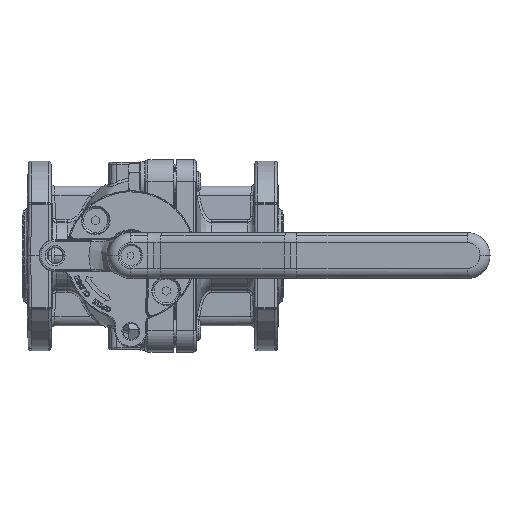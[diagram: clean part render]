
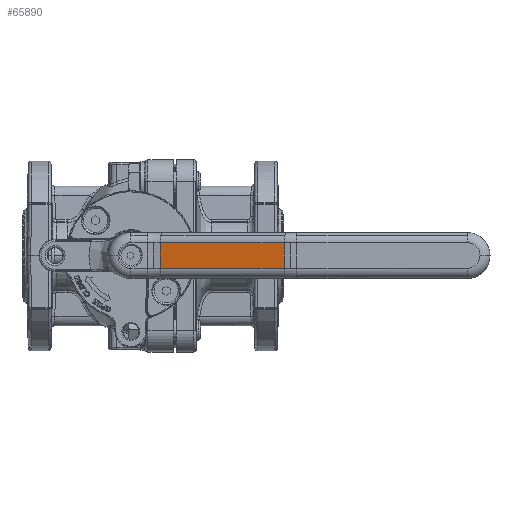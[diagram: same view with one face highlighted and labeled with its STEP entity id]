
A CAD part, top view. The second image highlights one B-rep face of the part: STEP entity #65890.
In plain terms, the highlighted planar face has unit normal (-0.214, 0, 0.977).
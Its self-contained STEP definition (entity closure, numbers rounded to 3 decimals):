
#65036=CARTESIAN_POINT('',(14.671,6.5,130.694));
#65037=VERTEX_POINT('',#65036);
#65090=CARTESIAN_POINT('',(76.829,6.5,144.306));
#65091=VERTEX_POINT('',#65090);
#65092=CARTESIAN_POINT('',(14.671,6.5,130.694));
#65093=DIRECTION('',(0.977,-0.,0.214));
#65094=VECTOR('',#65093,63.631);
#65095=LINE('',#65092,#65094);
#65096=EDGE_CURVE('',#65037,#65091,#65095,.T.);
#65752=CARTESIAN_POINT('',(76.829,-6.5,144.306));
#65753=VERTEX_POINT('',#65752);
#65806=CARTESIAN_POINT('',(14.671,-6.5,130.694));
#65807=VERTEX_POINT('',#65806);
#65808=CARTESIAN_POINT('',(76.829,-6.5,144.306));
#65809=DIRECTION('',(-0.977,0.,-0.214));
#65810=VECTOR('',#65809,63.631);
#65811=LINE('',#65808,#65810);
#65812=EDGE_CURVE('',#65753,#65807,#65811,.T.);
#65869=CARTESIAN_POINT('',(11.5,-0.,130.));
#65870=DIRECTION('',(0.214,-0.,-0.977));
#65871=DIRECTION('',(0.977,-0.,0.214));
#65872=AXIS2_PLACEMENT_3D('',#65869,#65870,#65871);
#65873=PLANE('',#65872);
#65874=ORIENTED_EDGE('',*,*,#65096,.F.);
#65875=CARTESIAN_POINT('',(14.671,-6.5,130.694));
#65876=DIRECTION('',(0.,1.,0.));
#65877=VECTOR('',#65876,13.);
#65878=LINE('',#65875,#65877);
#65879=EDGE_CURVE('',#65807,#65037,#65878,.T.);
#65880=ORIENTED_EDGE('',*,*,#65879,.F.);
#65881=ORIENTED_EDGE('',*,*,#65812,.F.);
#65882=CARTESIAN_POINT('',(76.829,6.5,144.306));
#65883=DIRECTION('',(-0.,-1.,-0.));
#65884=VECTOR('',#65883,13.);
#65885=LINE('',#65882,#65884);
#65886=EDGE_CURVE('',#65091,#65753,#65885,.T.);
#65887=ORIENTED_EDGE('',*,*,#65886,.F.);
#65888=EDGE_LOOP('',(#65874,#65880,#65881,#65887));
#65889=FACE_BOUND('',#65888,.T.);
#65890=ADVANCED_FACE('',(#65889),#65873,.F.);
